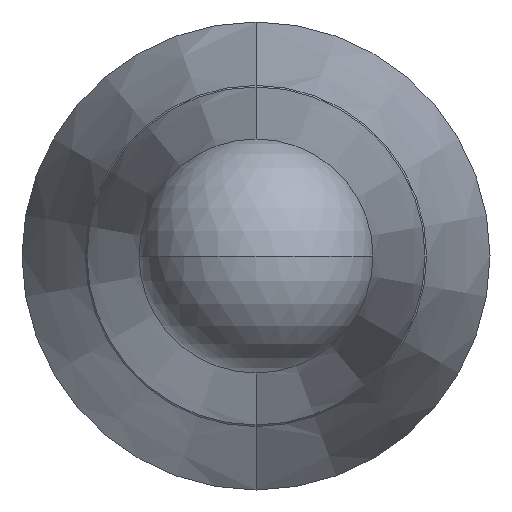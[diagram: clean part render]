
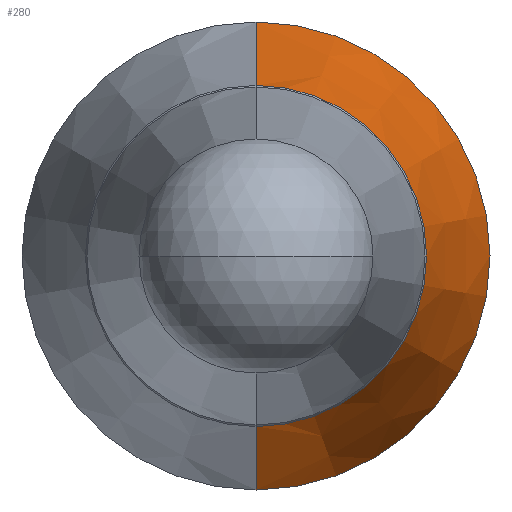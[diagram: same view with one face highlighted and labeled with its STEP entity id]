
A CAD part, front view. The second image highlights one B-rep face of the part: STEP entity #280.
In plain terms, the highlighted conical face has half-angle 15 degrees and reference radius 2.314 mm.
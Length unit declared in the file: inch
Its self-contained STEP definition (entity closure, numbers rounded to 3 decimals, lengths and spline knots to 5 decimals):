
#4 = DIRECTION ( 'NONE',  ( 0., 0., 1. ) ) ;
#6 = CARTESIAN_POINT ( 'NONE',  ( 0., 0.5, 0.0911 ) ) ;
#8 = DIRECTION ( 'NONE',  ( 0., 0., 1. ) ) ;
#19 = DIRECTION ( 'NONE',  ( 0., 0.966, 0.259 ) ) ;
#63 = AXIS2_PLACEMENT_3D ( 'NONE', #474, #119, #286 ) ;
#85 = VERTEX_POINT ( 'NONE', #380 ) ;
#98 = EDGE_CURVE ( 'NONE', #240, #85, #224, .T. ) ;
#109 = AXIS2_PLACEMENT_3D ( 'NONE', #439, #297, #4 ) ;
#119 = DIRECTION ( 'NONE',  ( 0., 1., 0. ) ) ;
#126 = CIRCLE ( 'NONE', #109, 0.0911 ) ;
#128 = ORIENTED_EDGE ( 'NONE', *, *, #98, .F. ) ;
#173 = CARTESIAN_POINT ( 'NONE',  ( 0., 0.62652, -0.125 ) ) ;
#193 = CARTESIAN_POINT ( 'NONE',  ( 0., 0.5, -0.0911 ) ) ;
#224 = LINE ( 'NONE', #6, #237 ) ;
#225 = VECTOR ( 'NONE', #312, 39.37008 ) ;
#237 = VECTOR ( 'NONE', #19, 39.37008 ) ;
#240 = VERTEX_POINT ( 'NONE', #485 ) ;
#242 = ORIENTED_EDGE ( 'NONE', *, *, #315, .T. ) ;
#248 = LINE ( 'NONE', #193, #225 ) ;
#268 = EDGE_CURVE ( 'NONE', #443, #426, #248, .T. ) ;
#269 = AXIS2_PLACEMENT_3D ( 'NONE', #374, #442, #8 ) ;
#274 = FACE_OUTER_BOUND ( 'NONE', #521, .T. ) ;
#280 = ADVANCED_FACE ( 'NONE', ( #274 ), #296, .T. ) ;
#286 = DIRECTION ( 'NONE',  ( 0., 0., 1. ) ) ;
#296 = CONICAL_SURFACE ( 'NONE', #63, 0.0911, 0.262 ) ;
#297 = DIRECTION ( 'NONE',  ( 0., 1., 0. ) ) ;
#312 = DIRECTION ( 'NONE',  ( 0., 0.966, -0.259 ) ) ;
#315 = EDGE_CURVE ( 'NONE', #240, #443, #126, .T. ) ;
#326 = ORIENTED_EDGE ( 'NONE', *, *, #268, .T. ) ;
#329 = CARTESIAN_POINT ( 'NONE',  ( 0., 0.5, -0.0911 ) ) ;
#374 = CARTESIAN_POINT ( 'NONE',  ( 0., 0.62652, 0. ) ) ;
#380 = CARTESIAN_POINT ( 'NONE',  ( 0., 0.62652, 0.125 ) ) ;
#426 = VERTEX_POINT ( 'NONE', #173 ) ;
#429 = ORIENTED_EDGE ( 'NONE', *, *, #497, .F. ) ;
#439 = CARTESIAN_POINT ( 'NONE',  ( 0., 0.5, 0. ) ) ;
#442 = DIRECTION ( 'NONE',  ( 0., 1., 0. ) ) ;
#443 = VERTEX_POINT ( 'NONE', #329 ) ;
#474 = CARTESIAN_POINT ( 'NONE',  ( 0., 0.5, 0. ) ) ;
#485 = CARTESIAN_POINT ( 'NONE',  ( 0., 0.5, 0.0911 ) ) ;
#497 = EDGE_CURVE ( 'NONE', #85, #426, #513, .T. ) ;
#513 = CIRCLE ( 'NONE', #269, 0.125 ) ;
#521 = EDGE_LOOP ( 'NONE', ( #242, #326, #429, #128 ) ) ;
